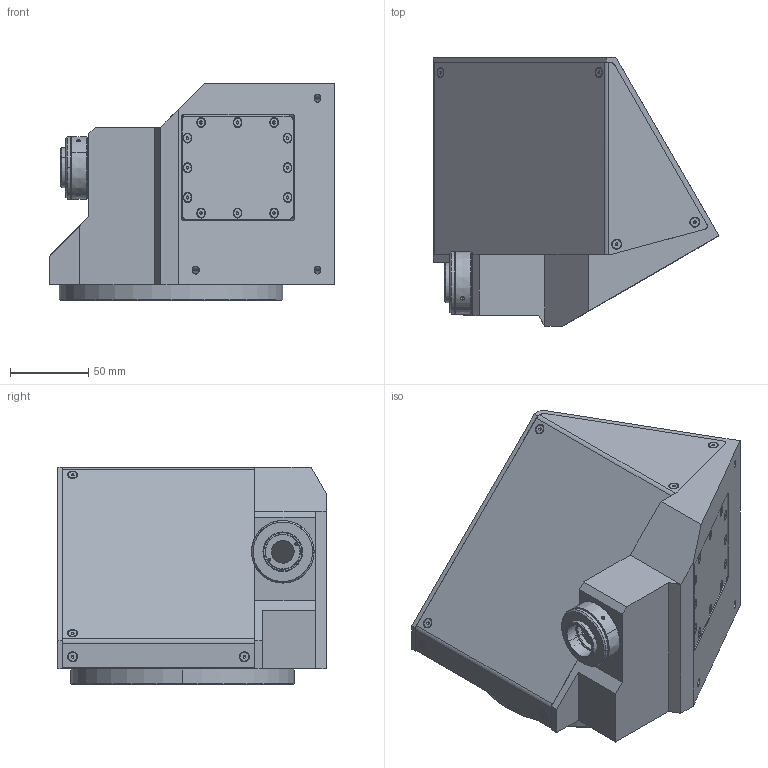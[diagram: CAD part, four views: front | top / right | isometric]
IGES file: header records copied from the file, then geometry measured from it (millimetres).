
Start section: SolidWorks IGES file using analytic representation for surfaces
Global section: file name: DP23972_TCCR12096.igs; native system: SolidWorks 2021; preprocessor: SolidWorks 2021; author: lrizzotto; date: 211020.164053; units: millimetre
Bounding box: 182.91 x 171.92 x 139 mm (x, y, z)
Surface area: 140525.3 mm2 (no closed solid volume)
Topology: 0 solids, 0 shells, 482 faces, 6449 edges, 6388 vertices
Faces by surface type: revolution 274, bspline 208
